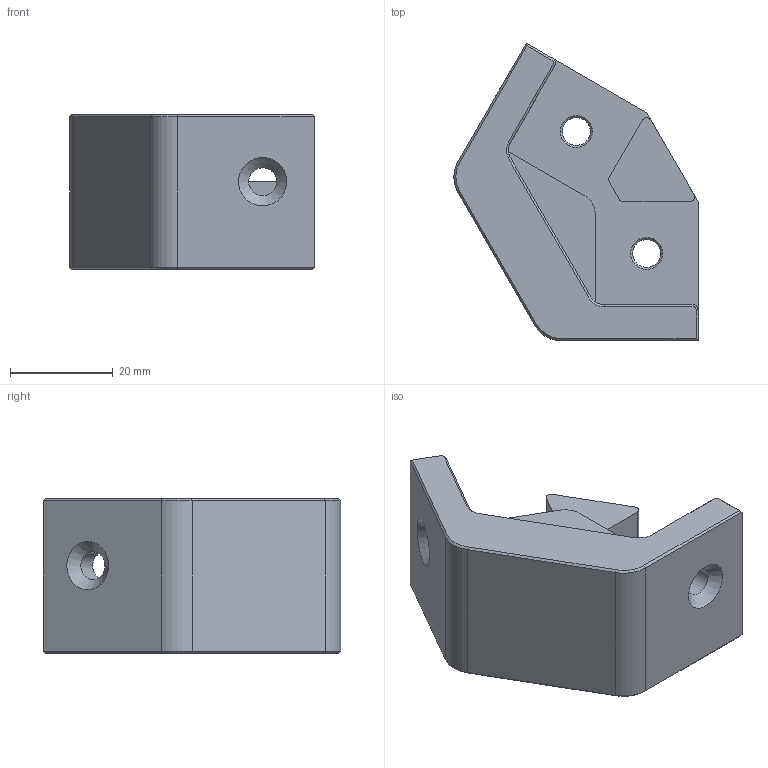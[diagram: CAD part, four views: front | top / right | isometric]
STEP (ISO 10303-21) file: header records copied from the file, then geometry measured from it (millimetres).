
FILE_DESCRIPTION(('FreeCAD Model'),'2;1');
FILE_NAME('Open CASCADE Shape Model','2025-08-23T01:54:16',(''),(''), 'Open CASCADE STEP processor 7.7','FreeCAD','Unknown');
FILE_SCHEMA(('AUTOMOTIVE_DESIGN { 1 0 10303 214 1 1 1 1 }'));
Length unit declared in the file: millimetre
Products named in the file (1): Coin
Bounding box: 47.45 x 57.82 x 30 mm (x, y, z)
Volume: 35635 mm3; surface area: 10004.7 mm2
Topology: 1 solids, 1 shells, 68 faces, 164 edges, 98 vertices
Faces by surface type: plane 35, cone 18, cylinder 15
Full cylindrical faces by diameter (mm): 5.4 x4
Entity records: 1984 total; most frequent: DIRECTION 352, CARTESIAN_POINT 331, ORIENTED_EDGE 328, EDGE_CURVE 164, AXIS2_PLACEMENT_3D 119, LINE 114, VECTOR 114, VERTEX_POINT 98
